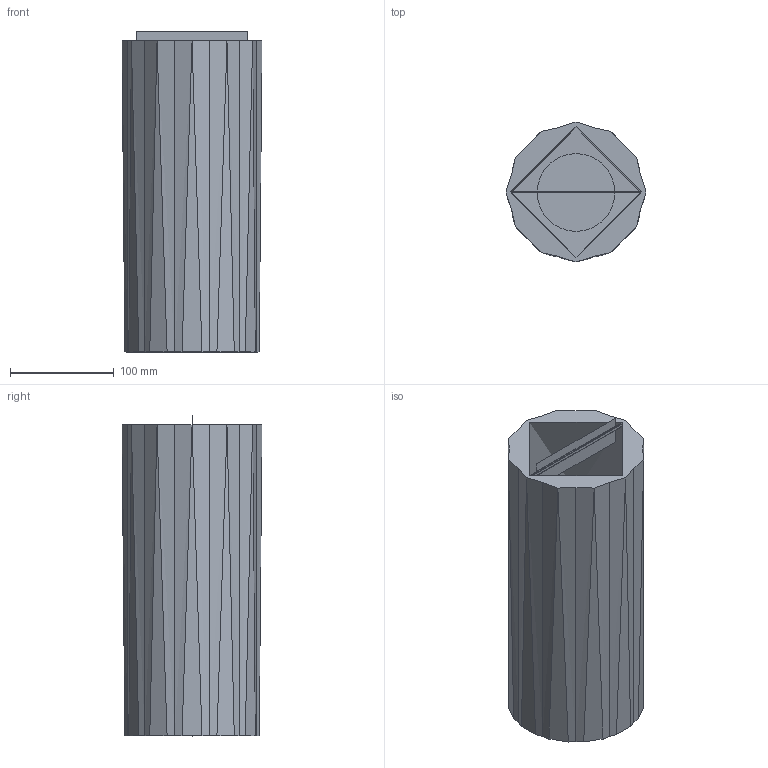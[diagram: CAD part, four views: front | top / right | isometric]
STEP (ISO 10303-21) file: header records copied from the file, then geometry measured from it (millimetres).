
FILE_DESCRIPTION(/* description */ (''),/* implementation_level */ '2;1');
FILE_NAME(/* name */ '3D_Fiamma 30 soffitto',/* time_stamp */ '2016-02-05T15:45:25+01:00',/* author */ (''),/* organization */ (''),/* preprocessor_version */ 'ST-DEVELOPER v10',/* originating_system */ '',/* authorisation */ '');
FILE_SCHEMA (('CONFIG_CONTROL_DESIGN'));
Length unit declared in the file: millimetre
Products named in the file (1): 1
Bounding box: 135 x 135 x 310.51 mm (x, y, z)
Volume: 614030.6 mm3; surface area: 322544.3 mm2
Topology: 4 solids, 5 shells, 140 faces, 367 edges, 191 vertices
Faces by surface type: bspline 136, plane 4
Entity records: 13058 total; most frequent: CARTESIAN_POINT 11016, ORIENTED_EDGE 628, EDGE_CURVE 316, VERTEX_POINT 182, B_SPLINE_CURVE_WITH_KNOTS 173, EDGE_LOOP 142, ADVANCED_FACE 140, FACE_OUTER_BOUND 140
